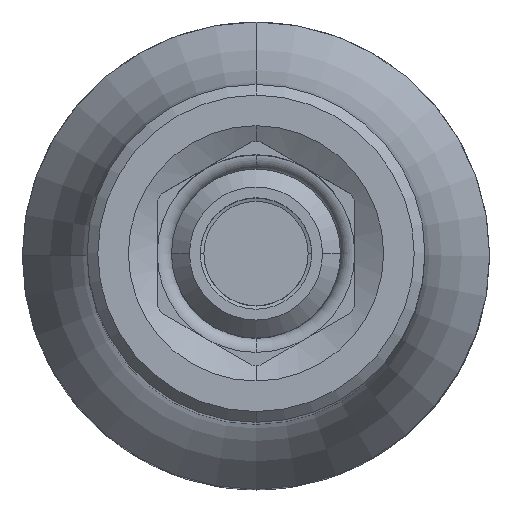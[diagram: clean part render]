
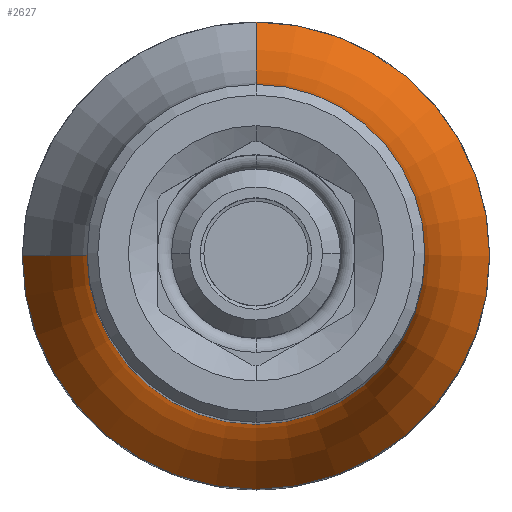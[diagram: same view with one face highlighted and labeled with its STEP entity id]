
A CAD part, top view. The second image highlights one B-rep face of the part: STEP entity #2627.
In plain terms, the highlighted toroidal (fillet/blend) face has major radius 14.7 mm and minor radius 10 mm.
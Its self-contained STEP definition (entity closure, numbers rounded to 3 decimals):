
#504=CARTESIAN_POINT('',(0.,0.,11.));
#505=DIRECTION('',(0.,0.,1.));
#506=DIRECTION('',(1.,0.,0.));
#507=AXIS2_PLACEMENT_3D('',#504,#505,#506);
#721=CARTESIAN_POINT('',(0.,0.,16.724));
#722=DIRECTION('',(0.,0.,1.));
#723=DIRECTION('',(0.,-1.,0.));
#724=AXIS2_PLACEMENT_3D('',#721,#722,#723);
#726=CARTESIAN_POINT('',(0.,0.,11.));
#727=DIRECTION('',(0.,0.,-1.));
#728=DIRECTION('',(1.,0.,0.));
#729=AXIS2_PLACEMENT_3D('',#726,#727,#728);
#731=CARTESIAN_POINT('',(-14.7,0.,16.724));
#732=DIRECTION('',(0.,-1.,0.));
#733=DIRECTION('',(0.82,0.,-0.572));
#734=AXIS2_PLACEMENT_3D('',#731,#732,#733);
#938=CARTESIAN_POINT('',(0.,0.,16.724));
#939=DIRECTION('',(0.,0.,1.));
#940=DIRECTION('',(-1.,0.,0.));
#941=AXIS2_PLACEMENT_3D('',#938,#939,#940);
#948=CARTESIAN_POINT('',(0.,14.7,16.724));
#949=DIRECTION('',(-1.,0.,0.));
#950=DIRECTION('',(0.,-0.82,-0.572));
#951=AXIS2_PLACEMENT_3D('',#948,#949,#950);
#1920=CARTESIAN_POINT('',(6.5,0.,11.));
#1921=CARTESIAN_POINT('',(0.,6.5,11.));
#1922=VERTEX_POINT('',#1920);
#1923=VERTEX_POINT('',#1921);
#1924=CARTESIAN_POINT('',(-6.5,0.,11.));
#1925=VERTEX_POINT('',#1924);
#1926=CARTESIAN_POINT('',(0.,4.7,16.724));
#1927=CARTESIAN_POINT('',(-4.7,0.,16.724));
#1928=VERTEX_POINT('',#1926);
#1929=VERTEX_POINT('',#1927);
#1930=CARTESIAN_POINT('',(0.,-4.7,16.724));
#1931=VERTEX_POINT('',#1930);
#2610=CARTESIAN_POINT('',(0.,0.,16.724));
#2611=DIRECTION('',(0.,0.,1.));
#2612=DIRECTION('',(-0.017,-1.,0.));
#2613=AXIS2_PLACEMENT_3D('',#2610,#2611,#2612);
#2614=TOROIDAL_SURFACE('',#2613,14.7,10.);
#2616=ORIENTED_EDGE('',*,*,#2615,.T.);
#2618=ORIENTED_EDGE('',*,*,#2617,.F.);
#2619=ORIENTED_EDGE('',*,*,#2453,.F.);
#2620=ORIENTED_EDGE('',*,*,#2562,.T.);
#2622=ORIENTED_EDGE('',*,*,#2621,.T.);
#2624=ORIENTED_EDGE('',*,*,#2623,.T.);
#2625=EDGE_LOOP('',(#2616,#2618,#2619,#2620,#2622,#2624));
#2626=FACE_OUTER_BOUND('',#2625,.F.);
#2627=ADVANCED_FACE('',(#2626),#2614,.F.);
#508=CIRCLE('',#507,6.5);
#725=CIRCLE('',#724,4.7);
#730=CIRCLE('',#729,6.5);
#735=CIRCLE('',#734,10.);
#942=CIRCLE('',#941,4.7);
#952=CIRCLE('',#951,10.);
#2453=EDGE_CURVE('',#1922,#1923,#508,.T.);
#2562=EDGE_CURVE('',#1922,#1925,#730,.T.);
#2615=EDGE_CURVE('',#1931,#1928,#725,.T.);
#2617=EDGE_CURVE('',#1923,#1928,#952,.T.);
#2621=EDGE_CURVE('',#1925,#1929,#735,.T.);
#2623=EDGE_CURVE('',#1929,#1931,#942,.T.);
